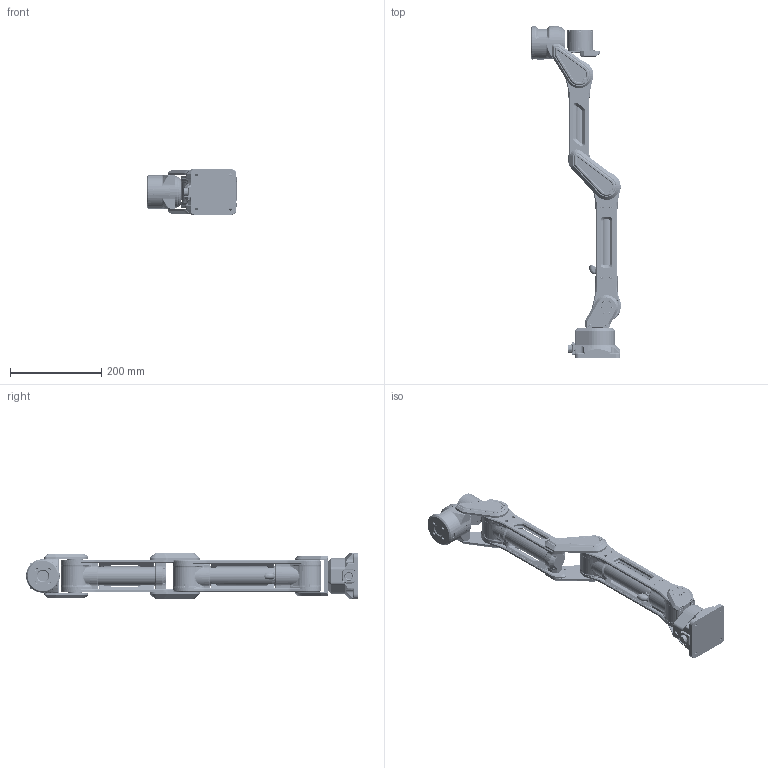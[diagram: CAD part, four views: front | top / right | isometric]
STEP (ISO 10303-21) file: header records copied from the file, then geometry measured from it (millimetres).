
FILE_DESCRIPTION (( 'STEP AP203' ), '1' );
FILE_NAME ('PI专版简化可动模型.STEP', '2025-11-11T03:09:30', ( '' ), ( '' ), 'SwSTEP 2.0', 'SolidWorks 2024', '' );
FILE_SCHEMA (( 'CONFIG_CONTROL_DESIGN' ));
Products named in the file (10): 底座简化; 装配体25^PI专版简化可动模型; PI专版简化可动模型; 小臂简化; 大臂简化; 装配体23^PI专版简化可动模型; 装配体24^PI专版简化可动模型; 简化五轴; 大臂座简化; 四轴简化
Assembly tree (9 placements, depth 3):
  PI专版简化可动模型
    底座简化
    大臂座简化
    大臂简化
    装配体24^PI专版简化可动模型
      四轴简化
    装配体25^PI专版简化可动模型
      简化五轴
    装配体23^PI专版简化可动模型
      小臂简化
Bounding box: 198.89 x 727.75 x 100 mm (x, y, z)
Volume: 2654115.2 mm3; surface area: 402900.4 mm2
Topology: 6 solids, 93 shells, 6531 faces, 16604 edges, 10350 vertices
Faces by surface type: plane 2707, cylinder 2077, bspline 759, cone 700, torus 258, sphere 30
Entity records: 250543 total; most frequent: CARTESIAN_POINT 97797, ORIENTED_EDGE 32922, DIRECTION 29682, EDGE_CURVE 16461, AXIS2_PLACEMENT_3D 10705, VERTEX_POINT 10350, LINE 8272, VECTOR 8272
